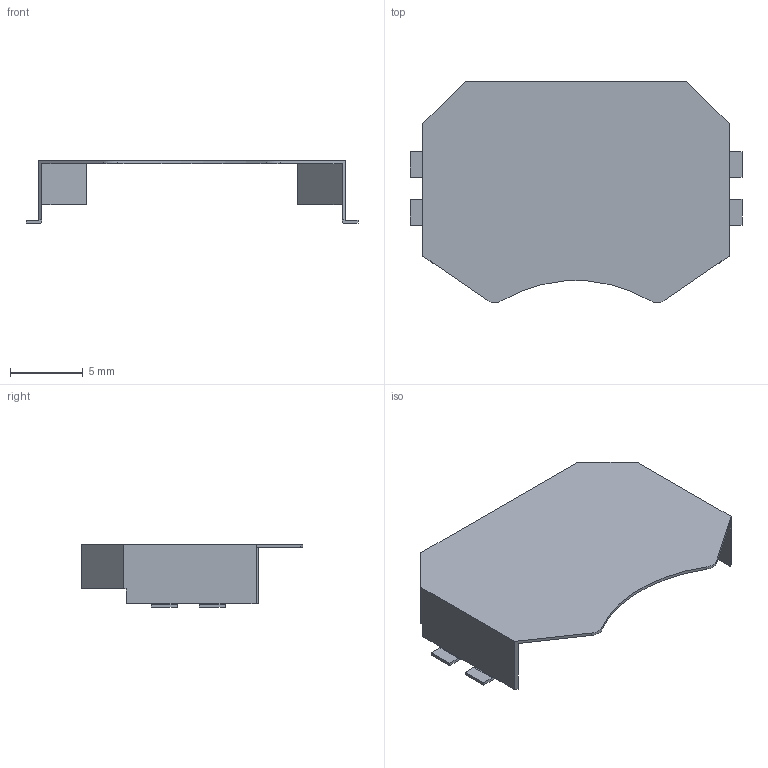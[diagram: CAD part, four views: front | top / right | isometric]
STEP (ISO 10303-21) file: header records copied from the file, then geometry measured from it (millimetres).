
FILE_DESCRIPTION(/* description */ (''),/* implementation_level */ '2;1');
FILE_NAME(/* name */ 'LINX_BAT-HLD-001.step',/* time_stamp */ '2019-02-21T00:33:15+01:00',/* author */ ('aleh.zasypkin'),/* organization */ (''),/* preprocessor_version */ 'ST-DEVELOPER v17.2',/* originating_system */ 'Autodesk Translation Framework v7.6.0.251',/* authorisation */ '');
FILE_SCHEMA (('AUTOMOTIVE_DESIGN { 1 0 10303 214 3 1 1 }'));
Length unit declared in the file: millimetre
Products named in the file (1): LINX_BAT-HLD-001
Bounding box: 22.86 x 15.24 x 4.32 mm (x, y, z)
Volume: 80.3 mm3; surface area: 797.2 mm2
Topology: 1 solids, 1 shells, 54 faces, 146 edges, 94 vertices
Faces by surface type: plane 43, cylinder 11
Entity records: 1705 total; most frequent: CARTESIAN_POINT 295, ORIENTED_EDGE 292, DIRECTION 278, EDGE_CURVE 146, LINE 124, VECTOR 124, VERTEX_POINT 94, AXIS2_PLACEMENT_3D 77
